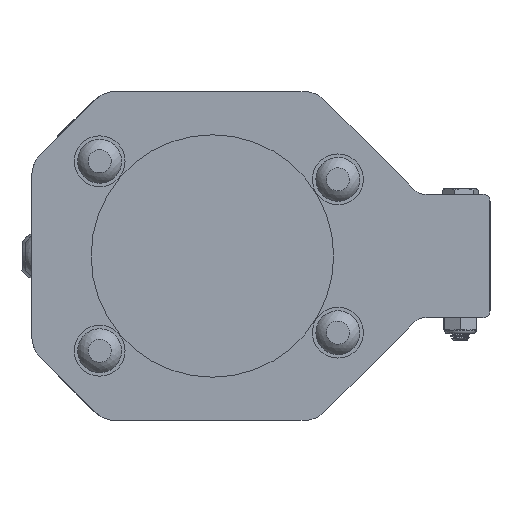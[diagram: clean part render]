
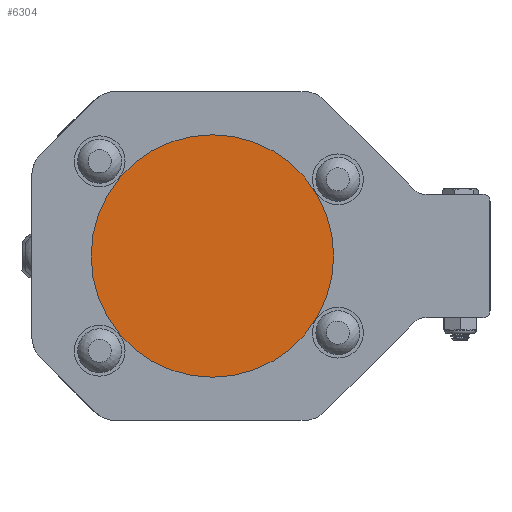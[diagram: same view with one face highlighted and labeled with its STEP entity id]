
A CAD part, left-side view. The second image highlights one B-rep face of the part: STEP entity #6304.
In plain terms, the highlighted planar face has unit normal (-1, 0, 0).
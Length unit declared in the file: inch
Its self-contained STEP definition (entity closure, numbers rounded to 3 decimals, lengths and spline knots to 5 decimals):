
#1237=PLANE('',#7017);
#1737=FACE_OUTER_BOUND('',#2273,.T.);
#2273=EDGE_LOOP('',(#5305));
#2777=CIRCLE('',#7015,1.0325);
#3299=VERTEX_POINT('',#19749);
#4019=EDGE_CURVE('',#3299,#3299,#2777,.T.);
#5305=ORIENTED_EDGE('',*,*,#4019,.T.);
#6304=ADVANCED_FACE('',(#1737),#1237,.F.);
#7015=AXIS2_PLACEMENT_3D('',#19750,#8579,#8580);
#7017=AXIS2_PLACEMENT_3D('',#19753,#8583,#8584);
#8579=DIRECTION('center_axis',(-1.,0.,0.));
#8580=DIRECTION('ref_axis',(0.,0.,
-1.));
#8583=DIRECTION('center_axis',(1.,0.,0.));
#8584=DIRECTION('ref_axis',(0.,0.,-1.));
#19749=CARTESIAN_POINT('',(-3.47497,1.03427,1.70143));
#19750=CARTESIAN_POINT('Origin',(-3.47497,1.03427,0.66893));
#19753=CARTESIAN_POINT('Origin',(-3.47497,1.03427,0.66893));
